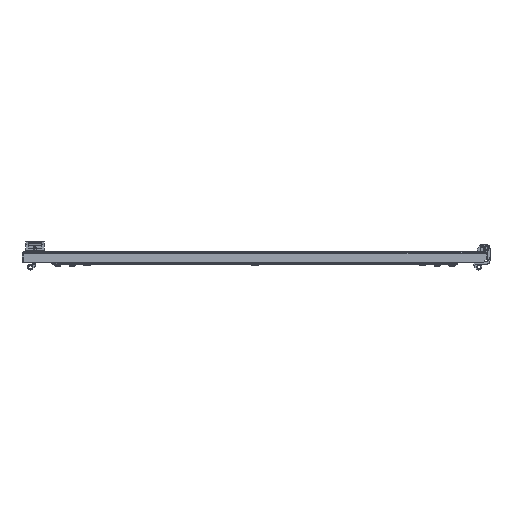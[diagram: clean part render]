
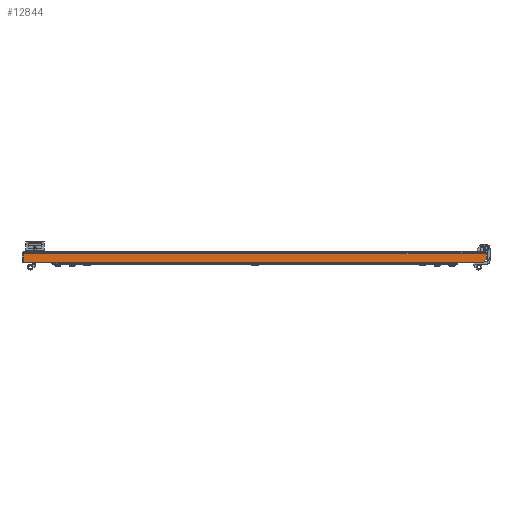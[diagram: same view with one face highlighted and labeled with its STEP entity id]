
A CAD part, front view. The second image highlights one B-rep face of the part: STEP entity #12844.
In plain terms, the highlighted planar face has unit normal (0, -1, 0).
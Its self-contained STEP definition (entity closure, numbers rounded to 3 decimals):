
#2243 = LINE ( 'NONE', #28387, #19440 ) ;
#4366 = DIRECTION ( 'NONE',  ( 0., 0., 1. ) ) ;
#5907 = VERTEX_POINT ( 'NONE', #22610 ) ;
#5990 = LINE ( 'NONE', #48428, #41435 ) ;
#6122 = EDGE_CURVE ( '������14', #21098, #20396, #5990, .T. ) ;
#8310 = PLANE ( 'NONE',  #15855 ) ;
#8653 = DIRECTION ( 'NONE',  ( 0., 1., 0. ) ) ;
#10015 = VECTOR ( 'NONE', #24555, 1000. ) ;
#10080 = CARTESIAN_POINT ( 'NONE',  ( 391.329, -892., -16. ) ) ;
#11304 = LINE ( 'NONE', #31948, #10015 ) ;
#11578 = ORIENTED_EDGE ( 'NONE', *, *, #28087, .T. ) ;
#12754 = VECTOR ( 'NONE', #20402, 1000. ) ;
#12844 = ADVANCED_FACE ( '�����12', ( #50467 ), #8310, .F. ) ;
#13083 = ORIENTED_EDGE ( 'NONE', *, *, #39835, .T. ) ;
#14117 = CARTESIAN_POINT ( 'NONE',  ( -398.4, -892., -16. ) ) ;
#14300 = DIRECTION ( 'NONE',  ( 1., 0., 0. ) ) ;
#15855 = AXIS2_PLACEMENT_3D ( 'NONE', #45269, #8653, #4366 ) ;
#18661 = CARTESIAN_POINT ( 'NONE',  ( 396.329, -892., -11. ) ) ;
#19048 = ORIENTED_EDGE ( 'NONE', *, *, #20008, .F. ) ;
#19440 = VECTOR ( 'NONE', #37205, 1000. ) ;
#20008 = EDGE_CURVE ( 'NONE', #21098, #5907, #11304, .T. ) ;
#20055 = CARTESIAN_POINT ( 'NONE',  ( 396.329, -892., 0. ) ) ;
#20396 = VERTEX_POINT ( 'NONE', #52309 ) ;
#20402 = DIRECTION ( 'NONE',  ( 0., 0., -1. ) ) ;
#21098 = VERTEX_POINT ( 'NONE', #47465 ) ;
#22610 = CARTESIAN_POINT ( 'NONE',  ( 396.329, -892., -2. ) ) ;
#24555 = DIRECTION ( 'NONE',  ( 1., 0., 0. ) ) ;
#25782 = VERTEX_POINT ( 'NONE', #18661 ) ;
#28087 = EDGE_CURVE ( 'NONE', #49736, #25782, #2243, .T. ) ;
#28387 = CARTESIAN_POINT ( 'NONE',  ( 396.329, -892., -11. ) ) ;
#31948 = CARTESIAN_POINT ( 'NONE',  ( 398.4, -892., -2. ) ) ;
#32343 = LINE ( 'NONE', #14117, #47578 ) ;
#34326 = EDGE_LOOP ( 'NONE', ( #13083, #11578, #36931, #19048, #45612 ) ) ;
#36931 = ORIENTED_EDGE ( 'NONE', *, *, #40607, .F. ) ;
#37205 = DIRECTION ( 'NONE',  ( 0.707, 0., 0.707 ) ) ;
#39835 = EDGE_CURVE ( 'NONE', #20396, #49736, #32343, .T. ) ;
#40607 = EDGE_CURVE ( 'NONE', #5907, #25782, #45625, .T. ) ;
#41435 = VECTOR ( 'NONE', #48598, 1000. ) ;
#45269 = CARTESIAN_POINT ( 'NONE',  ( -398.4, -892., 0. ) ) ;
#45612 = ORIENTED_EDGE ( 'NONE', *, *, #6122, .T. ) ;
#45625 = LINE ( 'NONE', #20055, #12754 ) ;
#47465 = CARTESIAN_POINT ( 'NONE',  ( -396.329, -892., -2. ) ) ;
#47578 = VECTOR ( 'NONE', #14300, 1000. ) ;
#48428 = CARTESIAN_POINT ( 'NONE',  ( -396.329, -892., 0. ) ) ;
#48598 = DIRECTION ( 'NONE',  ( 0., 0., -1. ) ) ;
#49736 = VERTEX_POINT ( 'NONE', #10080 ) ;
#50467 = FACE_OUTER_BOUND ( 'NONE', #34326, .T. ) ;
#52309 = CARTESIAN_POINT ( 'NONE',  ( -396.329, -892., -16. ) ) ;
